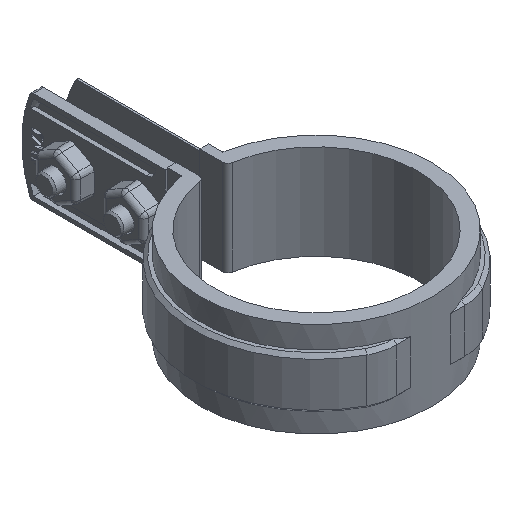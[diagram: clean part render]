
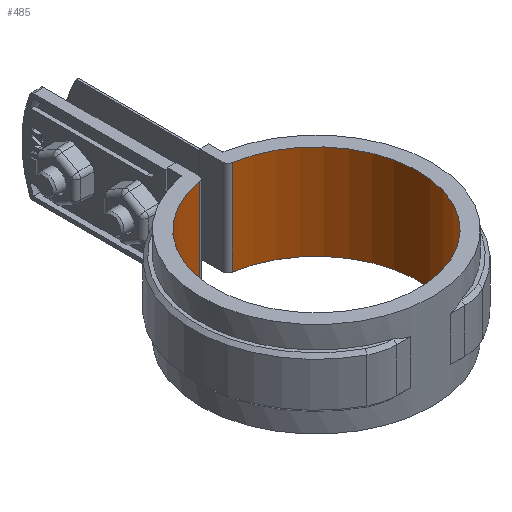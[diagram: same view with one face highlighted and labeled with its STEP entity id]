
A CAD part, isometric view. The second image highlights one B-rep face of the part: STEP entity #485.
In plain terms, the highlighted cylindrical face has radius 30 mm (diameter 60 mm), a partial arc.
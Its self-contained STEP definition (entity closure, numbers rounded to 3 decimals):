
#485 = ADVANCED_FACE( '', ( #982 ), #983, .F. );
#982 = FACE_OUTER_BOUND( '', #2268, .T. );
#983 = CYLINDRICAL_SURFACE( '', #2269, 30. );
#2268 = EDGE_LOOP( '', ( #5198, #5199, #5200, #5201 ) );
#2269 = AXIS2_PLACEMENT_3D( '', #5202, #5203, #5204 );
#5198 = ORIENTED_EDGE( '', *, *, #7395, .T. );
#5199 = ORIENTED_EDGE( '', *, *, #7307, .T. );
#5200 = ORIENTED_EDGE( '', *, *, #7407, .F. );
#5201 = ORIENTED_EDGE( '', *, *, #7237, .T. );
#5202 = CARTESIAN_POINT( '', ( 0., 0., -114.313 ) );
#5203 = DIRECTION( '', ( 0., 0., 1. ) );
#5204 = DIRECTION( '', ( -1., 0., 0. ) );
#7237 = EDGE_CURVE( '', #8319, #8316, #8320, .T. );
#7307 = EDGE_CURVE( '', #8449, #8446, #8450, .T. );
#7395 = EDGE_CURVE( '', #8316, #8449, #8577, .T. );
#7407 = EDGE_CURVE( '', #8319, #8446, #8591, .T. );
#8316 = VERTEX_POINT( '', #11014 );
#8319 = VERTEX_POINT( '', #11017 );
#8320 = LINE( '', #11018, #11019 );
#8446 = VERTEX_POINT( '', #11755 );
#8449 = VERTEX_POINT( '', #11758 );
#8450 = LINE( '', #11759, #11760 );
#8577 = CIRCLE( '', #12197, 30. );
#8591 = CIRCLE( '', #12221, 30. );
#11014 = CARTESIAN_POINT( '', ( -4.762, 29.62, 1.5 ) );
#11017 = CARTESIAN_POINT( '', ( -4.762, 29.62, -26.5 ) );
#11018 = CARTESIAN_POINT( '', ( -4.762, 29.62, -114.313 ) );
#11019 = VECTOR( '', #13879, 1000. );
#11755 = CARTESIAN_POINT( '', ( 4.762, 29.62, -26.5 ) );
#11758 = CARTESIAN_POINT( '', ( 4.762, 29.62, 1.5 ) );
#11759 = CARTESIAN_POINT( '', ( 4.762, 29.62, -114.313 ) );
#11760 = VECTOR( '', #13942, 1000. );
#12197 = AXIS2_PLACEMENT_3D( '', #14050, #14051, #14052 );
#12221 = AXIS2_PLACEMENT_3D( '', #14069, #14070, #14071 );
#13879 = DIRECTION( '', ( 0., 0., 1. ) );
#13942 = DIRECTION( '', ( 0., 0., -1. ) );
#14050 = CARTESIAN_POINT( '', ( 0., 0., 1.5 ) );
#14051 = DIRECTION( '', ( 0., 0., 1. ) );
#14052 = DIRECTION( '', ( 1., 0., 0. ) );
#14069 = CARTESIAN_POINT( '', ( 0., 0., -26.5 ) );
#14070 = DIRECTION( '', ( 0., 0., 1. ) );
#14071 = DIRECTION( '', ( 1., 0., 0. ) );
